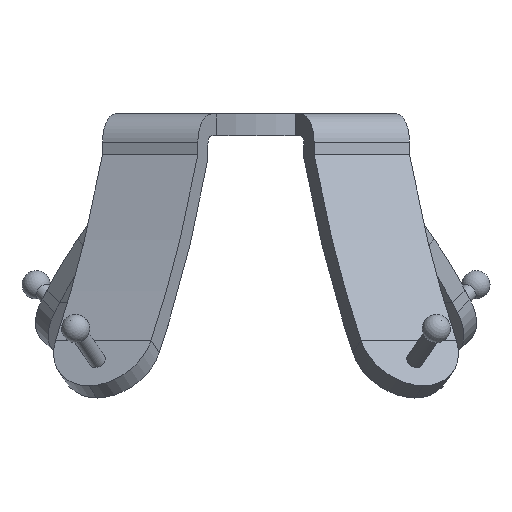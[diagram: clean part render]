
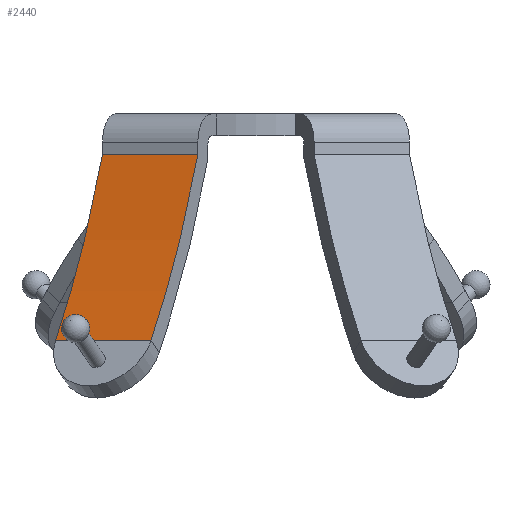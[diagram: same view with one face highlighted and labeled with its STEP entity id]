
A CAD part, front view. The second image highlights one B-rep face of the part: STEP entity #2440.
In plain terms, the highlighted free-form (B-spline) face has degree [3, 1] with [10, 2] control points.
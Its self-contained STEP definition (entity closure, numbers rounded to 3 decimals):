
#21=B_SPLINE_SURFACE_WITH_KNOTS('',3,1,((#4519,#4520),(#4521,#4522),(#4523,
#4524),(#4525,#4526),(#4527,#4528),(#4529,#4530),(#4531,#4532),(#4533,#4534),
(#4535,#4536),(#4537,#4538)),.UNSPECIFIED.,.F.,.F.,.F.,(4,2,2,2,4),(2,2),
(0.,0.5,0.75,1.,1.005),(0.,3.298),.UNSPECIFIED.);
#118=B_SPLINE_CURVE_WITH_KNOTS('',3,(#4110,#4111,#4112,#4113,#4114,#4115,
#4116,#4117),.UNSPECIFIED.,.F.,.F.,(4,2,2,4),(0.007,0.5,
0.75,1.),.UNSPECIFIED.);
#119=B_SPLINE_CURVE_WITH_KNOTS('',3,(#4122,#4123,#4124,#4125,#4126,#4127,
#4128,#4129),.UNSPECIFIED.,.F.,.F.,(4,2,2,4),(0.007,0.5,
0.75,1.),.UNSPECIFIED.);
#123=B_SPLINE_CURVE_WITH_KNOTS('',3,(#4312,#4313,#4314,#4315),
 .UNSPECIFIED.,.F.,.F.,(4,4),(-0.002,0.),
 .UNSPECIFIED.);
#124=B_SPLINE_CURVE_WITH_KNOTS('',3,(#4318,#4319,#4320,#4321),
 .UNSPECIFIED.,.F.,.F.,(4,4),(-0.002,0.),
 .UNSPECIFIED.);
#210=FACE_OUTER_BOUND('',#341,.T.);
#341=EDGE_LOOP('',(#2083,#2084,#2085,#2086,#2087,#2088));
#594=LINE('',#4518,#830);
#595=LINE('',#4539,#831);
#830=VECTOR('',#3286,1000.);
#831=VECTOR('',#3287,1000.);
#1126=VERTEX_POINT('',#4051);
#1134=VERTEX_POINT('',#4108);
#1135=VERTEX_POINT('',#4119);
#1136=VERTEX_POINT('',#4121);
#1145=VERTEX_POINT('',#4310);
#1146=VERTEX_POINT('',#4317);
#1428=EDGE_CURVE('',#1126,#1134,#118,.T.);
#1430=EDGE_CURVE('',#1135,#1136,#119,.T.);
#1444=EDGE_CURVE('',#1134,#1145,#123,.T.);
#1445=EDGE_CURVE('',#1146,#1136,#124,.T.);
#1540=EDGE_CURVE('',#1135,#1126,#594,.T.);
#1541=EDGE_CURVE('',#1145,#1146,#595,.T.);
#2083=ORIENTED_EDGE('',*,*,#1541,.T.);
#2084=ORIENTED_EDGE('',*,*,#1445,.T.);
#2085=ORIENTED_EDGE('',*,*,#1430,.F.);
#2086=ORIENTED_EDGE('',*,*,#1540,.T.);
#2087=ORIENTED_EDGE('',*,*,#1428,.T.);
#2088=ORIENTED_EDGE('',*,*,#1444,.T.);
#2440=ADVANCED_FACE('',(#210),#21,.F.);
#3286=DIRECTION('',(-0.885,0.466,0.));
#3287=DIRECTION('',(0.885,-0.466,0.));
#4051=CARTESIAN_POINT('',(-27.164,-20.401,-4.219));
#4108=CARTESIAN_POINT('',(-35.474,-36.169,-37.102));
#4110=CARTESIAN_POINT('Ctrl Pts',(-27.164,-20.401,-4.219));
#4111=CARTESIAN_POINT('Ctrl Pts',(-28.221,-22.407,-10.038));
#4112=CARTESIAN_POINT('Ctrl Pts',(-29.435,-24.711,-15.668));
#4113=CARTESIAN_POINT('Ctrl Pts',(-31.504,-28.637,-23.873));
#4114=CARTESIAN_POINT('Ctrl Pts',(-32.242,-30.036,-26.586));
#4115=CARTESIAN_POINT('Ctrl Pts',(-33.797,-32.987,-31.917));
#4116=CARTESIAN_POINT('Ctrl Pts',(-34.611,-34.531,-34.521));
#4117=CARTESIAN_POINT('Ctrl Pts',(-35.474,-36.169,-37.102));
#4119=CARTESIAN_POINT('',(-10.279,-29.301,-4.219));
#4121=CARTESIAN_POINT('',(-18.59,-45.069,-37.102));
#4122=CARTESIAN_POINT('Ctrl Pts',(-10.279,-29.301,-4.219));
#4123=CARTESIAN_POINT('Ctrl Pts',(-11.336,-31.306,-10.038));
#4124=CARTESIAN_POINT('Ctrl Pts',(-12.551,-33.61,-15.668));
#4125=CARTESIAN_POINT('Ctrl Pts',(-14.62,-37.536,-23.873));
#4126=CARTESIAN_POINT('Ctrl Pts',(-15.357,-38.935,-26.586));
#4127=CARTESIAN_POINT('Ctrl Pts',(-16.913,-41.886,-31.917));
#4128=CARTESIAN_POINT('Ctrl Pts',(-17.727,-43.431,-34.521));
#4129=CARTESIAN_POINT('Ctrl Pts',(-18.59,-45.069,-37.102));
#4310=CARTESIAN_POINT('',(-35.479,-36.179,-37.117));
#4312=CARTESIAN_POINT('Ctrl Pts',(-35.474,-36.169,-37.102));
#4313=CARTESIAN_POINT('Ctrl Pts',(-35.476,-36.173,-37.107));
#4314=CARTESIAN_POINT('Ctrl Pts',(-35.478,-36.176,-37.112));
#4315=CARTESIAN_POINT('Ctrl Pts',(-35.479,-36.179,-37.117));
#4317=CARTESIAN_POINT('',(-18.595,-45.078,-37.117));
#4318=CARTESIAN_POINT('Ctrl Pts',(-18.595,-45.078,-37.117));
#4319=CARTESIAN_POINT('Ctrl Pts',(-18.593,-45.075,-37.112));
#4320=CARTESIAN_POINT('Ctrl Pts',(-18.592,-45.072,-37.107));
#4321=CARTESIAN_POINT('Ctrl Pts',(-18.59,-45.069,-37.102));
#4518=CARTESIAN_POINT('',(-18.722,-24.851,-4.219));
#4519=CARTESIAN_POINT('Ctrl Pts',(-10.232,-29.211,-3.958));
#4520=CARTESIAN_POINT('Ctrl Pts',(-39.408,-13.833,-3.958));
#4521=CARTESIAN_POINT('Ctrl Pts',(-11.3,-31.237,-9.87));
#4522=CARTESIAN_POINT('Ctrl Pts',(-40.476,-15.859,-9.87));
#4523=CARTESIAN_POINT('Ctrl Pts',(-12.53,-33.571,-15.587));
#4524=CARTESIAN_POINT('Ctrl Pts',(-41.707,-18.194,-15.587));
#4525=CARTESIAN_POINT('Ctrl Pts',(-14.62,-37.536,-23.873));
#4526=CARTESIAN_POINT('Ctrl Pts',(-43.796,-22.158,-23.873));
#4527=CARTESIAN_POINT('Ctrl Pts',(-15.357,-38.935,-26.586));
#4528=CARTESIAN_POINT('Ctrl Pts',(-44.533,-23.557,-26.586));
#4529=CARTESIAN_POINT('Ctrl Pts',(-16.913,-41.887,-31.918));
#4530=CARTESIAN_POINT('Ctrl Pts',(-46.089,-26.509,-31.918));
#4531=CARTESIAN_POINT('Ctrl Pts',(-17.727,-43.432,-34.523));
#4532=CARTESIAN_POINT('Ctrl Pts',(-46.904,-28.054,-34.523));
#4533=CARTESIAN_POINT('Ctrl Pts',(-18.609,-45.105,-37.159));
#4534=CARTESIAN_POINT('Ctrl Pts',(-47.785,-29.727,-37.159));
#4535=CARTESIAN_POINT('Ctrl Pts',(-18.627,-45.139,-37.214));
#4536=CARTESIAN_POINT('Ctrl Pts',(-47.804,-29.762,-37.214));
#4537=CARTESIAN_POINT('Ctrl Pts',(-18.645,-45.174,-37.268));
#4538=CARTESIAN_POINT('Ctrl Pts',(-47.822,-29.796,-37.268));
#4539=CARTESIAN_POINT('',(-27.037,-40.629,-37.117));
